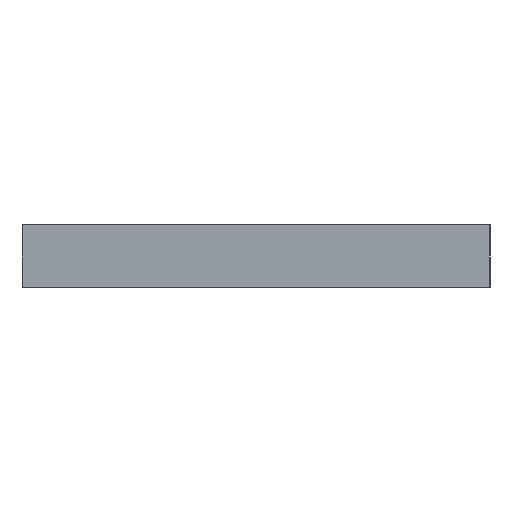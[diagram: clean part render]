
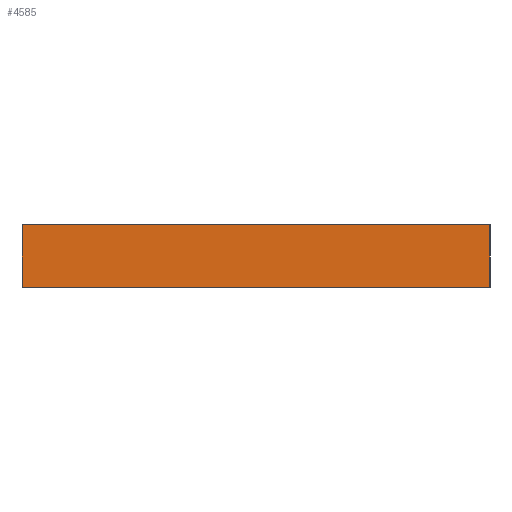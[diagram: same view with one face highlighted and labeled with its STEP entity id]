
A CAD part, left-side view. The second image highlights one B-rep face of the part: STEP entity #4585.
In plain terms, the highlighted planar face has unit normal (-1, 0, 0).
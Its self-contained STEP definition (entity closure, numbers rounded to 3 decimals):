
#529 = VECTOR ( 'NONE', #1845, 1000. ) ;
#760 = EDGE_CURVE ( 'NONE', #3479, #6226, #1031, .T. ) ;
#1026 = EDGE_CURVE ( 'NONE', #3775, #3958, #1355, .T. ) ;
#1031 = LINE ( 'NONE', #4067, #1437 ) ;
#1161 = CARTESIAN_POINT ( 'NONE',  ( -295., 12., 0. ) ) ;
#1355 = LINE ( 'NONE', #2128, #4096 ) ;
#1406 = LINE ( 'NONE', #1161, #4483 ) ;
#1437 = VECTOR ( 'NONE', #2451, 1000. ) ;
#1680 = EDGE_LOOP ( 'NONE', ( #4698, #1895, #4114, #6389 ) ) ;
#1845 = DIRECTION ( 'NONE',  ( 0., 1., 0. ) ) ;
#1895 = ORIENTED_EDGE ( 'NONE', *, *, #1026, .F. ) ;
#2128 = CARTESIAN_POINT ( 'NONE',  ( -295., -175., 0. ) ) ;
#2320 = DIRECTION ( 'NONE',  ( -1., 0., 0. ) ) ;
#2451 = DIRECTION ( 'NONE',  ( 0., 0., 1. ) ) ;
#2651 = CARTESIAN_POINT ( 'NONE',  ( -295., 199., 50. ) ) ;
#2767 = DIRECTION ( 'NONE',  ( 0., -1., 0. ) ) ;
#2879 = FACE_OUTER_BOUND ( 'NONE', #1680, .T. ) ;
#3479 = VERTEX_POINT ( 'NONE', #4710 ) ;
#3635 = EDGE_CURVE ( 'NONE', #3479, #3958, #1406, .T. ) ;
#3775 = VERTEX_POINT ( 'NONE', #5467 ) ;
#3934 = DIRECTION ( 'NONE',  ( 0., 0., 1. ) ) ;
#3958 = VERTEX_POINT ( 'NONE', #5642 ) ;
#4067 = CARTESIAN_POINT ( 'NONE',  ( -295., 199., 0. ) ) ;
#4096 = VECTOR ( 'NONE', #5797, 1000. ) ;
#4114 = ORIENTED_EDGE ( 'NONE', *, *, #4200, .T. ) ;
#4200 = EDGE_CURVE ( 'NONE', #3775, #6226, #6337, .T. ) ;
#4453 = PLANE ( 'NONE',  #4652 ) ;
#4470 = CARTESIAN_POINT ( 'NONE',  ( -295., -175., 50. ) ) ;
#4483 = VECTOR ( 'NONE', #2767, 1000. ) ;
#4585 = ADVANCED_FACE ( 'NONE', ( #2879 ), #4453, .T. ) ;
#4652 = AXIS2_PLACEMENT_3D ( 'NONE', #6452, #2320, #3934 ) ;
#4698 = ORIENTED_EDGE ( 'NONE', *, *, #3635, .T. ) ;
#4710 = CARTESIAN_POINT ( 'NONE',  ( -295., 199., 0. ) ) ;
#5467 = CARTESIAN_POINT ( 'NONE',  ( -295., -175., 50. ) ) ;
#5642 = CARTESIAN_POINT ( 'NONE',  ( -295., -175., 0. ) ) ;
#5797 = DIRECTION ( 'NONE',  ( 0., 0., -1. ) ) ;
#6226 = VERTEX_POINT ( 'NONE', #2651 ) ;
#6337 = LINE ( 'NONE', #4470, #529 ) ;
#6389 = ORIENTED_EDGE ( 'NONE', *, *, #760, .F. ) ;
#6452 = CARTESIAN_POINT ( 'NONE',  ( -295., -175., 0. ) ) ;
